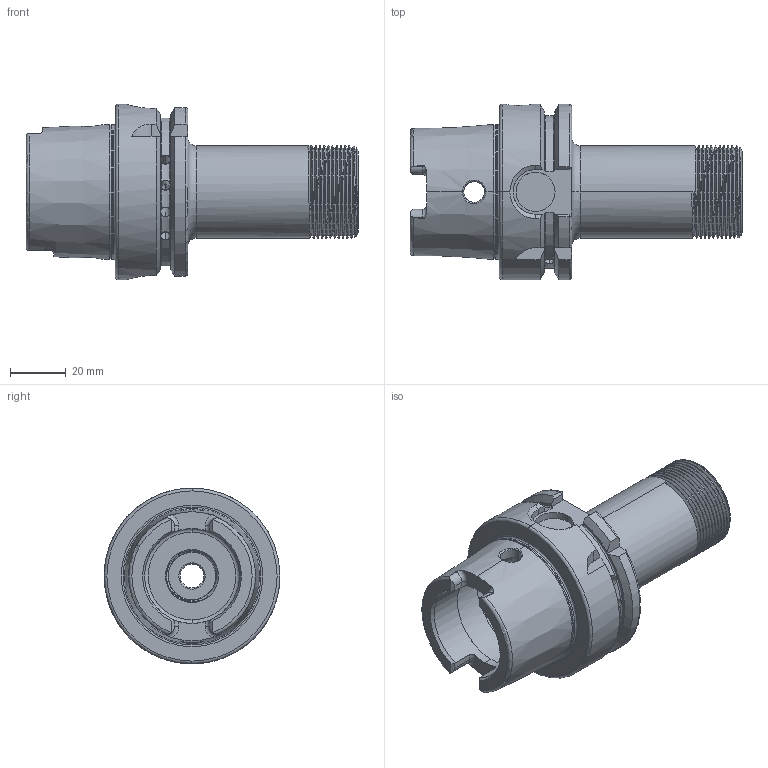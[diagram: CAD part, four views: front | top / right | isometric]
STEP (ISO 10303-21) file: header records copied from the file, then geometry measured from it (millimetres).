
FILE_DESCRIPTION (( 'STEP AP203' ), '1' );
FILE_NAME ('A63.01.16.STEP', '2016-08-31T05:36:34', ( '' ), ( '' ), 'SwSTEP 2.0', 'SolidWorks 2012', '' );
FILE_SCHEMA (( 'CONFIG_CONTROL_DESIGN' ));
Length unit declared in the file: millimetre
Products named in the file (1): A63.01.16
Bounding box: 119 x 63 x 63 mm (x, y, z)
Volume: 116907.8 mm3; surface area: 34482.9 mm2
Topology: 1 solids, 1 shells, 267 faces, 725 edges, 456 vertices
Faces by surface type: cylinder 121, plane 59, cone 35, torus 34, bspline 18
Entity records: 22402 total; most frequent: CARTESIAN_POINT 16317, ORIENTED_EDGE 1430, DIRECTION 1083, EDGE_CURVE 715, VERTEX_POINT 456, AXIS2_PLACEMENT_3D 427, EDGE_LOOP 279, ADVANCED_FACE 267
